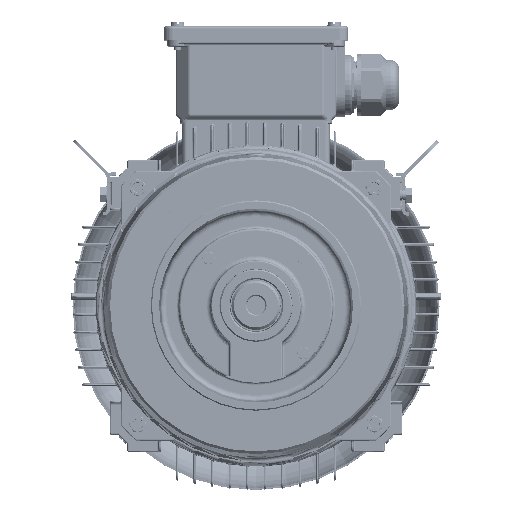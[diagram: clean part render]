
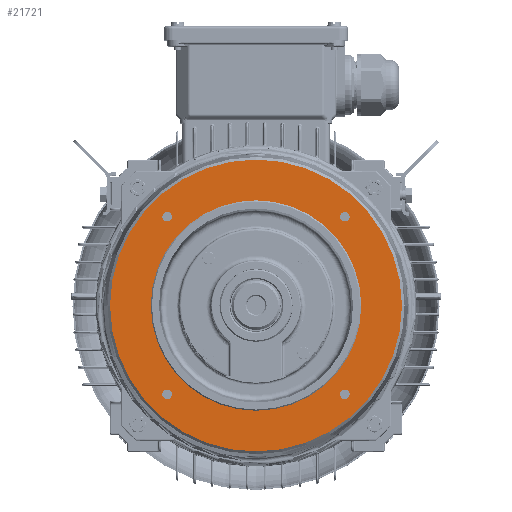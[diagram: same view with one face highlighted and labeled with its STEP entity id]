
A CAD part, top view. The second image highlights one B-rep face of the part: STEP entity #21721.
In plain terms, the highlighted planar face has unit normal (0, 0, 1).
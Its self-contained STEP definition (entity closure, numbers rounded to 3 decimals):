
#12359=PLANE('',#154699);
#14085=FACE_BOUND('',#40714,.T.);
#14086=FACE_BOUND('',#40715,.T.);
#14087=FACE_BOUND('',#40716,.T.);
#14088=FACE_BOUND('',#40717,.T.);
#14089=FACE_BOUND('',#40718,.T.);
#14090=FACE_BOUND('',#40719,.T.);
#21721=ADVANCED_FACE('',(#14085,#14086,#14087,#14088,#14089,#14090),#12359,
 .T.);
#40714=EDGE_LOOP('',(#103236));
#40715=EDGE_LOOP('',(#103237,#103238));
#40716=EDGE_LOOP('',(#103239,#103240));
#40717=EDGE_LOOP('',(#103241));
#40718=EDGE_LOOP('',(#103242,#103243));
#40719=EDGE_LOOP('',(#103244,#103245));
#103236=ORIENTED_EDGE('',*,*,#138455,.T.);
#103237=ORIENTED_EDGE('',*,*,#138456,.F.);
#103238=ORIENTED_EDGE('',*,*,#138457,.F.);
#103239=ORIENTED_EDGE('',*,*,#138458,.F.);
#103240=ORIENTED_EDGE('',*,*,#138459,.F.);
#103241=ORIENTED_EDGE('',*,*,#138460,.F.);
#103242=ORIENTED_EDGE('',*,*,#138461,.T.);
#103243=ORIENTED_EDGE('',*,*,#138462,.T.);
#103244=ORIENTED_EDGE('',*,*,#138463,.T.);
#103245=ORIENTED_EDGE('',*,*,#138464,.T.);
#118268=VERTEX_POINT('',#293114);
#118269=VERTEX_POINT('',#293116);
#118270=VERTEX_POINT('',#293117);
#118271=VERTEX_POINT('',#293120);
#118272=VERTEX_POINT('',#293121);
#118273=VERTEX_POINT('',#293124);
#118274=VERTEX_POINT('',#293126);
#118275=VERTEX_POINT('',#293127);
#118276=VERTEX_POINT('',#293130);
#118277=VERTEX_POINT('',#293131);
#138455=EDGE_CURVE('',#118268,#118268,#143633,.T.);
#138456=EDGE_CURVE('',#118269,#118270,#143634,.T.);
#138457=EDGE_CURVE('',#118270,#118269,#143635,.T.);
#138458=EDGE_CURVE('',#118271,#118272,#143636,.T.);
#138459=EDGE_CURVE('',#118272,#118271,#143637,.T.);
#138460=EDGE_CURVE('',#118273,#118273,#143638,.T.);
#138461=EDGE_CURVE('',#118274,#118275,#143639,.T.);
#138462=EDGE_CURVE('',#118275,#118274,#143640,.T.);
#138463=EDGE_CURVE('',#118276,#118277,#143641,.T.);
#138464=EDGE_CURVE('',#118277,#118276,#143642,.T.);
#143633=CIRCLE('',#154689,124.862);
#143634=CIRCLE('',#154690,4.1);
#143635=CIRCLE('',#154691,4.1);
#143636=CIRCLE('',#154692,4.1);
#143637=CIRCLE('',#154693,4.1);
#143638=CIRCLE('',#154694,90.);
#143639=CIRCLE('',#154695,4.1);
#143640=CIRCLE('',#154696,4.1);
#143641=CIRCLE('',#154697,4.1);
#143642=CIRCLE('',#154698,4.1);
#154689=AXIS2_PLACEMENT_3D('',#293113,#187853,#187854);
#154690=AXIS2_PLACEMENT_3D('',#293115,#187855,#187856);
#154691=AXIS2_PLACEMENT_3D('',#293118,#187857,#187858);
#154692=AXIS2_PLACEMENT_3D('',#293119,#187859,#187860);
#154693=AXIS2_PLACEMENT_3D('',#293122,#187861,#187862);
#154694=AXIS2_PLACEMENT_3D('',#293123,#187863,#187864);
#154695=AXIS2_PLACEMENT_3D('',#293125,#187865,#187866);
#154696=AXIS2_PLACEMENT_3D('',#293128,#187867,#187868);
#154697=AXIS2_PLACEMENT_3D('',#293129,#187869,#187870);
#154698=AXIS2_PLACEMENT_3D('',#293132,#187871,#187872);
#154699=AXIS2_PLACEMENT_3D('',#293133,#187873,#187874);
#187853=DIRECTION('',(0.,0.,1.));
#187854=DIRECTION('',(-1.,0.,0.));
#187855=DIRECTION('',(0.,0.,1.));
#187856=DIRECTION('',(-1.,0.,0.));
#187857=DIRECTION('',(0.,0.,1.));
#187858=DIRECTION('',(-1.,0.,0.));
#187859=DIRECTION('',(0.,0.,1.));
#187860=DIRECTION('',(-1.,0.,0.));
#187861=DIRECTION('',(0.,0.,1.));
#187862=DIRECTION('',(-1.,0.,0.));
#187863=DIRECTION('',(0.,0.,1.));
#187864=DIRECTION('',(-1.,0.,0.));
#187865=DIRECTION('',(0.,0.,-1.));
#187866=DIRECTION('',(-1.,0.,0.));
#187867=DIRECTION('',(0.,0.,-1.));
#187868=DIRECTION('',(-1.,0.,0.));
#187869=DIRECTION('',(0.,0.,-1.));
#187870=DIRECTION('',(-1.,0.,0.));
#187871=DIRECTION('',(0.,0.,-1.));
#187872=DIRECTION('',(-1.,0.,0.));
#187873=DIRECTION('',(0.,0.,1.));
#187874=DIRECTION('',(1.,0.,0.));
#293113=CARTESIAN_POINT('',(0.,-2.582,213.457));
#293114=CARTESIAN_POINT('',(-124.862,-2.582,213.457));
#293115=CARTESIAN_POINT('',(76.009,73.426,213.457));
#293116=CARTESIAN_POINT('',(71.909,73.426,213.457));
#293117=CARTESIAN_POINT('',(80.109,73.426,213.457));
#293118=CARTESIAN_POINT('',(76.009,73.426,213.457));
#293119=CARTESIAN_POINT('',(-76.015,73.433,213.457));
#293120=CARTESIAN_POINT('',(-80.115,73.433,213.457));
#293121=CARTESIAN_POINT('',(-71.915,73.433,213.457));
#293122=CARTESIAN_POINT('',(-76.015,73.433,213.457));
#293123=CARTESIAN_POINT('',(0.,-2.582,213.457));
#293124=CARTESIAN_POINT('',(-90.,-2.582,213.457));
#293125=CARTESIAN_POINT('',(76.009,-78.591,213.457));
#293126=CARTESIAN_POINT('',(71.909,-78.591,213.457));
#293127=CARTESIAN_POINT('',(80.109,-78.591,213.457));
#293128=CARTESIAN_POINT('',(76.009,-78.591,213.457));
#293129=CARTESIAN_POINT('',(-76.015,-78.597,213.457));
#293130=CARTESIAN_POINT('',(-80.115,-78.597,213.457));
#293131=CARTESIAN_POINT('',(-71.915,-78.597,213.457));
#293132=CARTESIAN_POINT('',(-76.015,-78.597,213.457));
#293133=CARTESIAN_POINT('',(0.,87.418,213.457));
